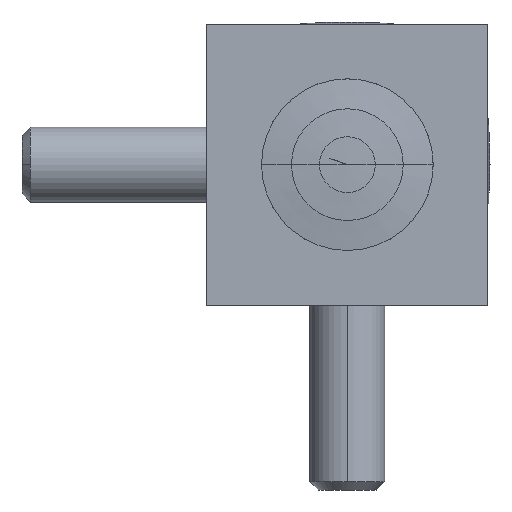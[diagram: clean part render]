
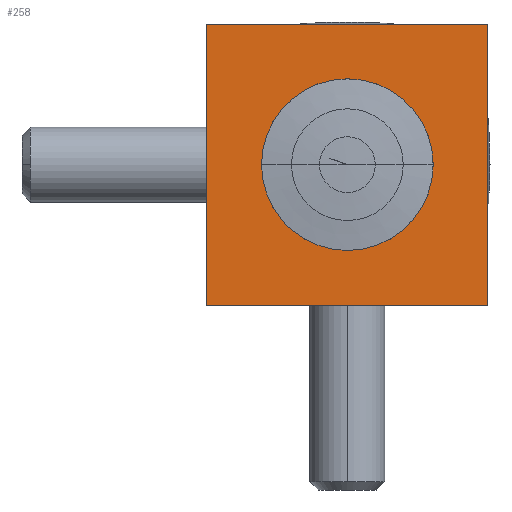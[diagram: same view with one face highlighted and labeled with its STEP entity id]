
A CAD part, left-side view. The second image highlights one B-rep face of the part: STEP entity #258.
In plain terms, the highlighted planar face has unit normal (-1, 0, 0).
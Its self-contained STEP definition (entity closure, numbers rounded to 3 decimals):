
#258=ADVANCED_FACE('',(#601,#602),#603,.T.);
#601=FACE_OUTER_BOUND('',#1027,.T.);
#602=FACE_BOUND('',#1028,.T.);
#603=PLANE('',#1029);
#1027=EDGE_LOOP('',(#1695,#1696,#1697,#1698));
#1028=EDGE_LOOP('',(#1699,#1700));
#1029=AXIS2_PLACEMENT_3D('',#1701,#1702,#1703);
#1695=ORIENTED_EDGE('',*,*,#2599,.T.);
#1696=ORIENTED_EDGE('',*,*,#2600,.T.);
#1697=ORIENTED_EDGE('',*,*,#2581,.F.);
#1698=ORIENTED_EDGE('',*,*,#2593,.F.);
#1699=ORIENTED_EDGE('',*,*,#2597,.F.);
#1700=ORIENTED_EDGE('',*,*,#2451,.F.);
#1701=CARTESIAN_POINT('',(-40.0,20.0,-20.0));
#1702=DIRECTION('',(-1.0,0.,0.0));
#1703=DIRECTION('',(0.,-1.0,0.0));
#2451=EDGE_CURVE('',#2897,#2900,#2901,.T.);
#2581=EDGE_CURVE('',#3085,#3087,#3088,.T.);
#2593=EDGE_CURVE('',#3101,#3085,#3103,.T.);
#2597=EDGE_CURVE('',#2900,#2897,#3107,.T.);
#2599=EDGE_CURVE('',#3101,#3109,#3110,.T.);
#2600=EDGE_CURVE('',#3109,#3087,#3111,.T.);
#2897=VERTEX_POINT('',#3516);
#2900=VERTEX_POINT('',#3520);
#2901=CIRCLE('',#3521,12.218);
#3085=VERTEX_POINT('',#3743);
#3087=VERTEX_POINT('',#3746);
#3088=LINE('',#3747,#3748);
#3101=VERTEX_POINT('',#3765);
#3103=LINE('',#3768,#3769);
#3107=CIRCLE('',#3773,12.218);
#3109=VERTEX_POINT('',#3775);
#3110=LINE('',#3776,#3777);
#3111=LINE('',#3778,#3779);
#3516=CARTESIAN_POINT('',(-40.0,12.218,0.));
#3520=CARTESIAN_POINT('',(-40.0,-12.218,0.));
#3521=AXIS2_PLACEMENT_3D('',#5052,#5053,#5054);
#3743=CARTESIAN_POINT('',(-40.0,20.0,20.0));
#3746=CARTESIAN_POINT('',(-40.0,-20.0,20.0));
#3747=CARTESIAN_POINT('',(-40.0,20.0,20.0));
#3748=VECTOR('',#5244,40.0);
#3765=CARTESIAN_POINT('',(-40.0,20.0,-20.0));
#3768=CARTESIAN_POINT('',(-40.0,20.0,-20.0));
#3769=VECTOR('',#5256,40.0);
#3773=AXIS2_PLACEMENT_3D('',#5260,#5261,#5262);
#3775=CARTESIAN_POINT('',(-40.0,-20.0,-20.0));
#3776=CARTESIAN_POINT('',(-40.0,20.0,-20.0));
#3777=VECTOR('',#5263,40.0);
#3778=CARTESIAN_POINT('',(-40.0,-20.0,-20.0));
#3779=VECTOR('',#5264,40.0);
#5052=CARTESIAN_POINT('',(-40.0,0.,0.));
#5053=DIRECTION('',(-1.0,0.,0.0));
#5054=DIRECTION('',(0.,-1.0,0.0));
#5244=DIRECTION('',(0.,-1.0,0.0));
#5256=DIRECTION('',(0.0,0.0,1.0));
#5260=CARTESIAN_POINT('',(-40.0,0.,0.));
#5261=DIRECTION('',(-1.0,0.,0.0));
#5262=DIRECTION('',(0.,-1.0,0.0));
#5263=DIRECTION('',(0.,-1.0,0.0));
#5264=DIRECTION('',(0.0,0.0,1.0));
